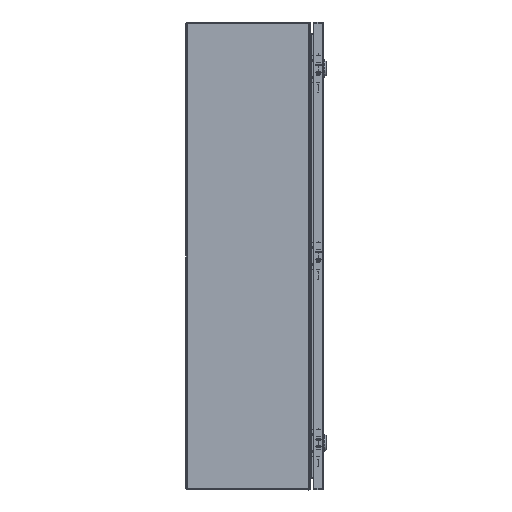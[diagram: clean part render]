
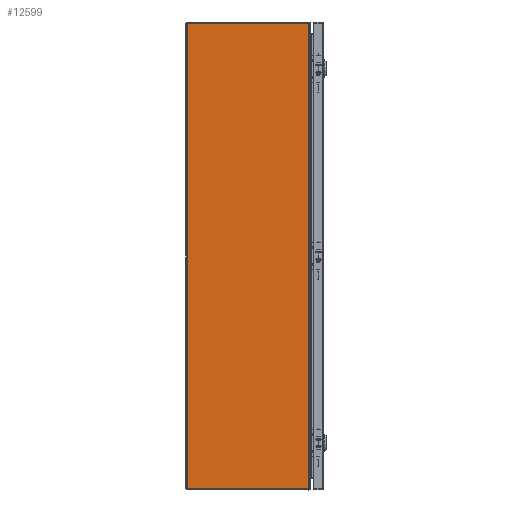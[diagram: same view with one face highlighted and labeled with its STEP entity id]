
A CAD part, left-side view. The second image highlights one B-rep face of the part: STEP entity #12599.
In plain terms, the highlighted planar face has unit normal (-1, 0, 0).
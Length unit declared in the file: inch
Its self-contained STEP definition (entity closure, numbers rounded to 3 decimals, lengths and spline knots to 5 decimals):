
#1738 = DIRECTION ( 'NONE',  ( 0., -1., 0. ) ) ;
#2101 = ORIENTED_EDGE ( 'NONE', *, *, #22628, .F. ) ;
#2246 = PLANE ( 'NONE',  #17057 ) ;
#2297 = DIRECTION ( 'NONE',  ( 1., 0., 0. ) ) ;
#3107 = EDGE_CURVE ( 'NONE', #19389, #20418, #19113, .T. ) ;
#4196 = VECTOR ( 'NONE', #25976, 39.37008 ) ;
#4963 = DIRECTION ( 'NONE',  ( 0., 1., 0. ) ) ;
#5450 = VECTOR ( 'NONE', #14636, 39.37008 ) ;
#6563 = CARTESIAN_POINT ( 'NONE',  ( -15., -0.108, 14.92789 ) ) ;
#6847 = CARTESIAN_POINT ( 'NONE',  ( -15., -7.892, 104.298 ) ) ;
#7157 = LINE ( 'NONE', #6847, #4196 ) ;
#7181 = FACE_OUTER_BOUND ( 'NONE', #12447, .T. ) ;
#8936 = CARTESIAN_POINT ( 'NONE',  ( -15., -7.82264, -14.92789 ) ) ;
#9027 = ORIENTED_EDGE ( 'NONE', *, *, #16386, .F. ) ;
#11948 = CARTESIAN_POINT ( 'NONE',  ( -15., -0.108, -14.92789 ) ) ;
#12100 = CIRCLE ( 'NONE', #22946, 0.25 ) ;
#12150 = VERTEX_POINT ( 'NONE', #21938 ) ;
#12447 = EDGE_LOOP ( 'NONE', ( #2101, #9027, #23721, #30143, #17614, #22647 ) ) ;
#12599 = ADVANCED_FACE ( 'NONE', ( #7181 ), #2246, .F. ) ;
#13882 = CARTESIAN_POINT ( 'NONE',  ( -15., -0.108, -14.92789 ) ) ;
#13953 = DIRECTION ( 'NONE',  ( 0., 1., 0. ) ) ;
#14111 = DIRECTION ( 'NONE',  ( 1., 0., 0. ) ) ;
#14636 = DIRECTION ( 'NONE',  ( 0., 0., 1. ) ) ;
#15450 = CARTESIAN_POINT ( 'NONE',  ( -15., -0.108, 14.92789 ) ) ;
#16373 = DIRECTION ( 'NONE',  ( 1., 0., 0. ) ) ;
#16386 = EDGE_CURVE ( 'NONE', #20418, #22126, #22871, .T. ) ;
#16687 = CARTESIAN_POINT ( 'NONE',  ( -15., -7.82264, -14.67789 ) ) ;
#16793 = CARTESIAN_POINT ( 'NONE',  ( -15., -0.108, -14.892 ) ) ;
#17057 = AXIS2_PLACEMENT_3D ( 'NONE', #25848, #14111, #13953 ) ;
#17407 = VERTEX_POINT ( 'NONE', #25025 ) ;
#17560 = EDGE_CURVE ( 'NONE', #17407, #28853, #30227, .T. ) ;
#17614 = ORIENTED_EDGE ( 'NONE', *, *, #17560, .F. ) ;
#19113 = LINE ( 'NONE', #16793, #5450 ) ;
#19389 = VERTEX_POINT ( 'NONE', #11948 ) ;
#20418 = VERTEX_POINT ( 'NONE', #6563 ) ;
#21153 = EDGE_CURVE ( 'NONE', #19389, #28853, #23768, .T. ) ;
#21282 = DIRECTION ( 'NONE',  ( 0., -1., 0. ) ) ;
#21803 = VECTOR ( 'NONE', #1738, 39.37008 ) ;
#21938 = CARTESIAN_POINT ( 'NONE',  ( -15., -7.892, 14.91807 ) ) ;
#22126 = VERTEX_POINT ( 'NONE', #27332 ) ;
#22628 = EDGE_CURVE ( 'NONE', #22126, #12150, #12100, .T. ) ;
#22647 = ORIENTED_EDGE ( 'NONE', *, *, #24019, .F. ) ;
#22871 = LINE ( 'NONE', #15450, #21803 ) ;
#22946 = AXIS2_PLACEMENT_3D ( 'NONE', #25902, #2297, #23582 ) ;
#23582 = DIRECTION ( 'NONE',  ( 0., 1., 0. ) ) ;
#23721 = ORIENTED_EDGE ( 'NONE', *, *, #3107, .F. ) ;
#23768 = LINE ( 'NONE', #13882, #25821 ) ;
#24019 = EDGE_CURVE ( 'NONE', #12150, #17407, #7157, .T. ) ;
#25025 = CARTESIAN_POINT ( 'NONE',  ( -15., -7.892, -14.91807 ) ) ;
#25821 = VECTOR ( 'NONE', #21282, 39.37008 ) ;
#25848 = CARTESIAN_POINT ( 'NONE',  ( -15., -0.072, 104.298 ) ) ;
#25902 = CARTESIAN_POINT ( 'NONE',  ( -15., -7.82264, 14.67789 ) ) ;
#25976 = DIRECTION ( 'NONE',  ( 0., 0., -1. ) ) ;
#27332 = CARTESIAN_POINT ( 'NONE',  ( -15., -7.82264, 14.92789 ) ) ;
#28749 = AXIS2_PLACEMENT_3D ( 'NONE', #16687, #16373, #4963 ) ;
#28853 = VERTEX_POINT ( 'NONE', #8936 ) ;
#30143 = ORIENTED_EDGE ( 'NONE', *, *, #21153, .T. ) ;
#30227 = CIRCLE ( 'NONE', #28749, 0.25 ) ;
